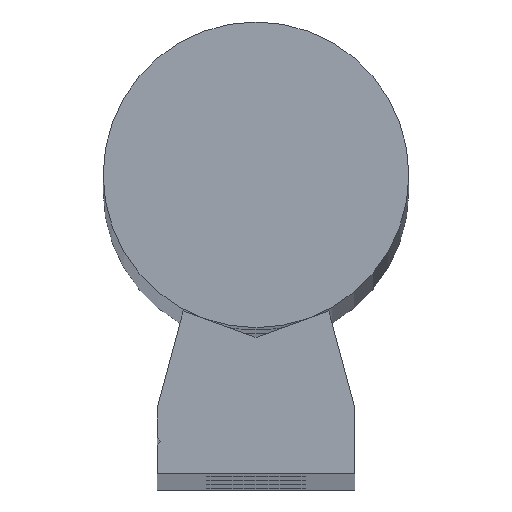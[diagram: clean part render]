
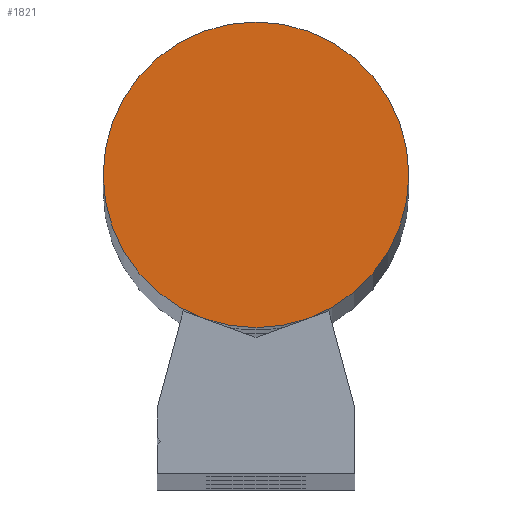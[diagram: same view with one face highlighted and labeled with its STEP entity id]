
A CAD part, top view. The second image highlights one B-rep face of the part: STEP entity #1821.
In plain terms, the highlighted planar face has unit normal (0, 0, 1).
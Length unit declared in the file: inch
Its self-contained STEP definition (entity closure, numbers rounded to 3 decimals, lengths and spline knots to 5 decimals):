
#65 = AXIS2_PLACEMENT_3D ( 'NONE', #272, #2210, #2641 ) ;
#90 = AXIS2_PLACEMENT_3D ( 'NONE', #1572, #504, #1795 ) ;
#234 = DIRECTION ( 'NONE',  ( 0., 0., 1. ) ) ;
#272 = CARTESIAN_POINT ( 'NONE',  ( 0., 0.77071, 0. ) ) ;
#419 = CARTESIAN_POINT ( 'NONE',  ( 0., 0.77071, 0. ) ) ;
#504 = DIRECTION ( 'NONE',  ( 0., 0., 1. ) ) ;
#656 = AXIS2_PLACEMENT_3D ( 'NONE', #419, #234, #1065 ) ;
#1065 = DIRECTION ( 'NONE',  ( 1., 0., 0. ) ) ;
#1112 = VERTEX_POINT ( 'NONE', #1266 ) ;
#1167 = CIRCLE ( 'NONE', #90, 0.3937 ) ;
#1249 = VERTEX_POINT ( 'NONE', #1717 ) ;
#1266 = CARTESIAN_POINT ( 'NONE',  ( 0.3937, 0.77071, 0. ) ) ;
#1294 = PLANE ( 'NONE',  #656 ) ;
#1318 = FACE_OUTER_BOUND ( 'NONE', #1533, .T. ) ;
#1462 = CIRCLE ( 'NONE', #65, 0.3937 ) ;
#1533 = EDGE_LOOP ( 'NONE', ( #1652, #1879 ) ) ;
#1572 = CARTESIAN_POINT ( 'NONE',  ( 0., 0.77071, 0. ) ) ;
#1652 = ORIENTED_EDGE ( 'NONE', *, *, #2202, .T. ) ;
#1717 = CARTESIAN_POINT ( 'NONE',  ( -0.3937, 0.77071, 0. ) ) ;
#1795 = DIRECTION ( 'NONE',  ( 1., 0., 0. ) ) ;
#1821 = ADVANCED_FACE ( 'NONE', ( #1318 ), #1294, .T. ) ;
#1837 = EDGE_CURVE ( 'NONE', #1249, #1112, #1462, .T. ) ;
#1879 = ORIENTED_EDGE ( 'NONE', *, *, #1837, .T. ) ;
#2202 = EDGE_CURVE ( 'NONE', #1112, #1249, #1167, .T. ) ;
#2210 = DIRECTION ( 'NONE',  ( 0., 0., 1. ) ) ;
#2641 = DIRECTION ( 'NONE',  ( 1., 0., 0. ) ) ;
